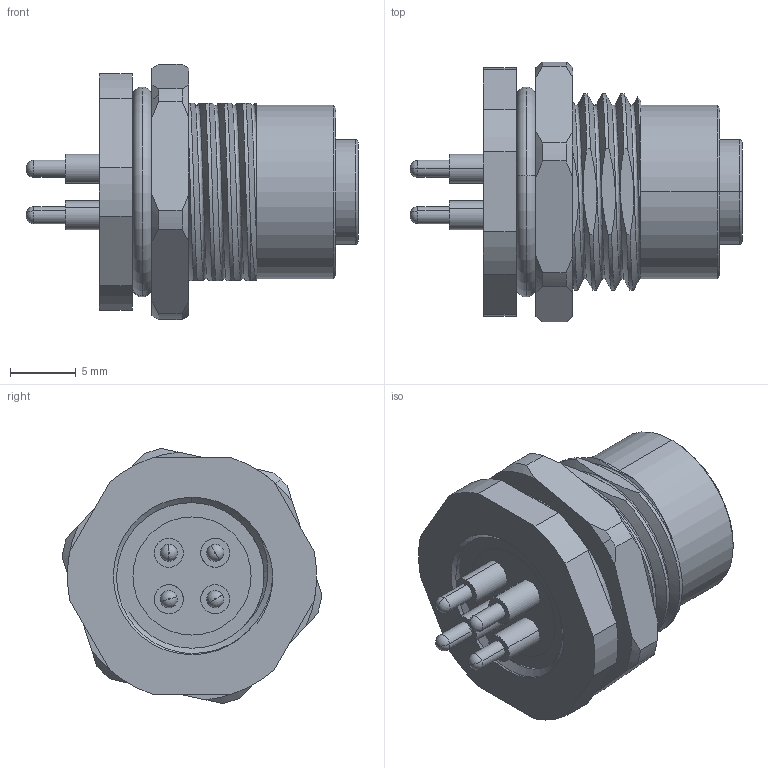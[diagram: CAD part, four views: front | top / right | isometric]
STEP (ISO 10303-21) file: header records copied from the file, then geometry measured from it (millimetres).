
FILE_DESCRIPTION (( 'STEP AP203' ), '1' );
FILE_NAME ('54-00444.STEP', '2025-03-13T18:47:41', ( '' ), ( '' ), 'SwSTEP 2.0', 'SolidWorks 2021', '' );
FILE_SCHEMA (( 'CONFIG_CONTROL_DESIGN' ));
Length unit declared in the file: millimetre
Products named in the file (7): 54-00444-01___; 54-00444-02___; 54-00444-05___; 54-00444-03___; 54-00444; 54-00444-04___; 54-00444-06___
Assembly tree (9 placements, depth 2):
  54-00444
    54-00444-01___
    54-00444-02___
    54-00444-04___
    54-00444-05___
    54-00444-06___
    54-00444-03___  x4
Bounding box: 25.3 x 19.8 x 19.44 mm (x, y, z)
Volume: 2947.7 mm3; surface area: 5770.3 mm2
Topology: 10 solids, 10 shells, 312 faces, 776 edges, 496 vertices
Faces by surface type: cylinder 124, plane 101, cone 43, torus 34, bspline 10
Entity records: 11062 total; most frequent: CARTESIAN_POINT 5103, ORIENTED_EDGE 1128, DIRECTION 1039, EDGE_CURVE 564, AXIS2_PLACEMENT_3D 420, VERTEX_POINT 367, EDGE_LOOP 251, FACE_OUTER_BOUND 222
